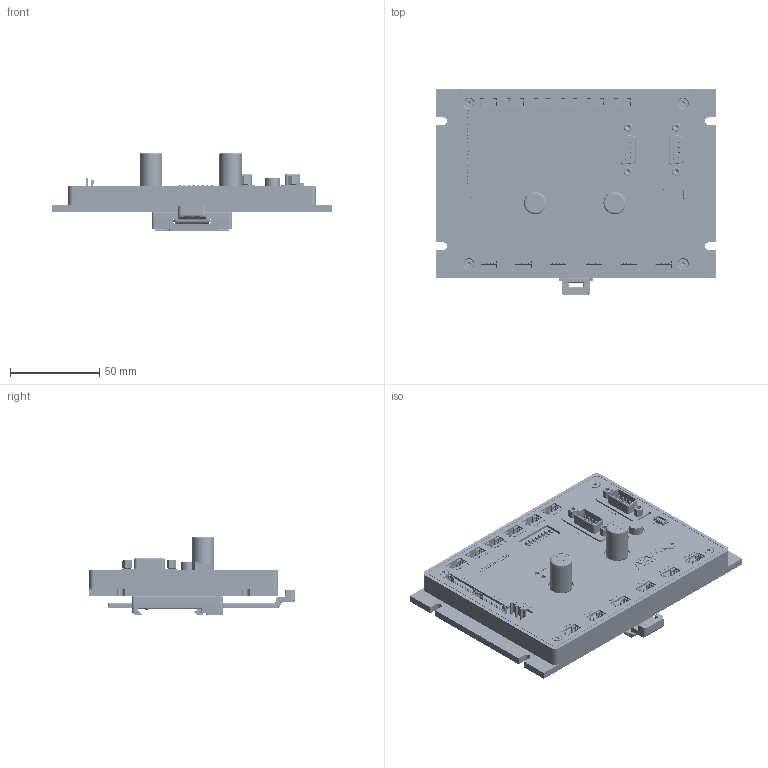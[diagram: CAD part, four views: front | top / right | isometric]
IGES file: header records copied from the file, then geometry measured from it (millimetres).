
Start section: SolidWorks IGES file using analytic representation for surfaces
Global section: file name: CTEEZY04029.IGS; native system: SolidWorks 2016; preprocessor: SolidWorks 2016; author: Maxime; date: 160930.102045; units: millimetre
Bounding box: 157 x 115.5 x 44.19 mm (x, y, z)
Surface area: 139386.8 mm2 (no closed solid volume)
Topology: 0 solids, 0 shells, 8527 faces, 74212 edges, 73920 vertices
Faces by surface type: bspline 6812, revolution 1715
